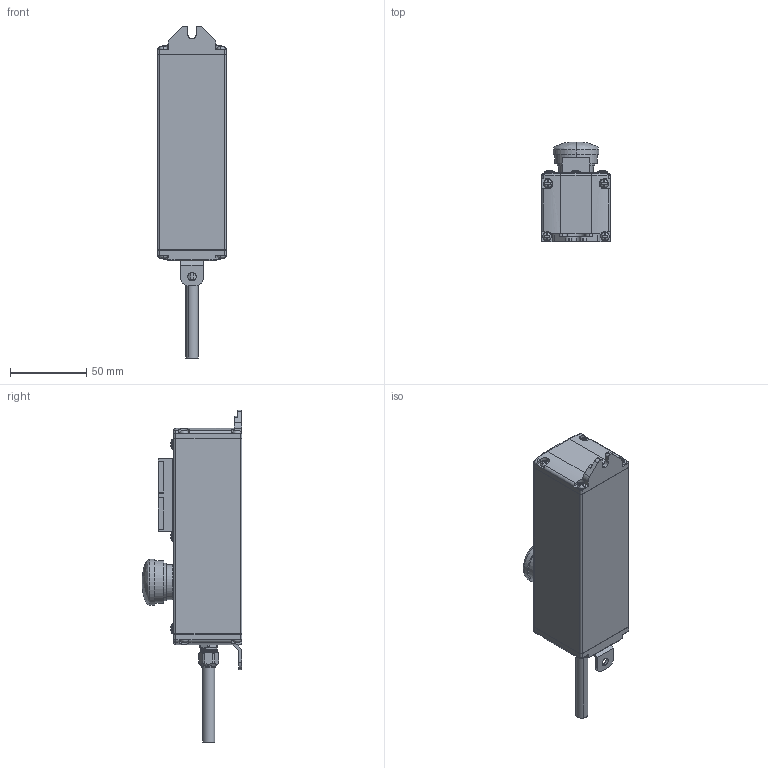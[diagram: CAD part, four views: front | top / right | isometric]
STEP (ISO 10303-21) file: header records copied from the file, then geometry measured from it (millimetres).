
FILE_DESCRIPTION (( 'STEP AP203' ), '1' );
FILE_NAME ('R4C-301-STP.step', '2024-06-21T08:08:17', ( '' ), ( '' ), 'SwSTEP 2.0', 'SolidWorks 2011', '' );
FILE_SCHEMA (( 'CONFIG_CONTROL_DESIGN' ));
Length unit declared in the file: millimetre
Products named in the file (1): R4C-301-STP
Bounding box: 45 x 65.5 x 217.9 mm (x, y, z)
Volume: 308104.6 mm3; surface area: 38232.9 mm2
Topology: 3 solids, 5 shells, 570 faces, 1508 edges, 977 vertices
Faces by surface type: plane 344, cylinder 119, torus 38, cone 37, bspline 24, sphere 8
Entity records: 22185 total; most frequent: CARTESIAN_POINT 8247, ORIENTED_EDGE 3012, DIRECTION 2764, EDGE_CURVE 1506, VERTEX_POINT 977, AXIS2_PLACEMENT_3D 964, VECTOR 836, LINE 836
